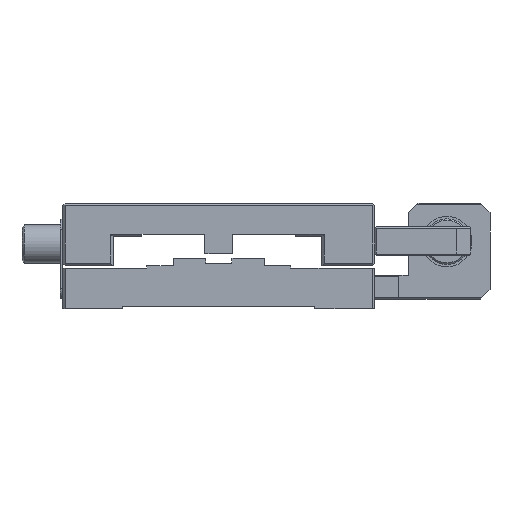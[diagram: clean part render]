
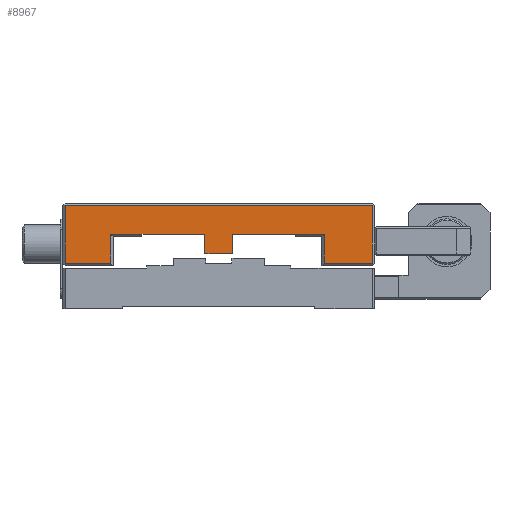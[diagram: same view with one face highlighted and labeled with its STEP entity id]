
A CAD part, left-side view. The second image highlights one B-rep face of the part: STEP entity #8967.
In plain terms, the highlighted planar face has unit normal (-1, 0, 0).
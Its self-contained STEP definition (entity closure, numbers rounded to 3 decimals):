
#33 = DIRECTION ( 'NONE',  ( 0., -1., 0. ) ) ;
#44 = CARTESIAN_POINT ( 'NONE',  ( -32.5, 16., -6.5 ) ) ;
#49 = EDGE_CURVE ( 'NONE', #7819, #8021, #1130, .T. ) ;
#50 = EDGE_CURVE ( 'NONE', #9039, #7819, #399, .T. ) ;
#399 = LINE ( 'NONE', #3244, #7153 ) ;
#425 = VERTEX_POINT ( 'NONE', #2275 ) ;
#466 = VERTEX_POINT ( 'NONE', #1121 ) ;
#499 = EDGE_CURVE ( 'NONE', #466, #1076, #4531, .T. ) ;
#563 = LINE ( 'NONE', #4563, #8066 ) ;
#570 = EDGE_CURVE ( 'NONE', #425, #2172, #1683, .T. ) ;
#597 = FACE_OUTER_BOUND ( 'NONE', #8596, .T. ) ;
#635 = VECTOR ( 'NONE', #33, 1000. ) ;
#637 = VERTEX_POINT ( 'NONE', #6797 ) ;
#715 = CARTESIAN_POINT ( 'NONE',  ( -32.5, 30., -10.5 ) ) ;
#755 = CARTESIAN_POINT ( 'NONE',  ( -32.5, 32., -13. ) ) ;
#816 = VERTEX_POINT ( 'NONE', #7890 ) ;
#946 = EDGE_CURVE ( 'NONE', #1076, #5931, #2623, .T. ) ;
#948 = ORIENTED_EDGE ( 'NONE', *, *, #3545, .T. ) ;
#1076 = VERTEX_POINT ( 'NONE', #44 ) ;
#1078 = DIRECTION ( 'NONE',  ( 0., -1., 0. ) ) ;
#1101 = CARTESIAN_POINT ( 'NONE',  ( -32.5, 22.5, -13. ) ) ;
#1107 = ORIENTED_EDGE ( 'NONE', *, *, #946, .T. ) ;
#1115 = VECTOR ( 'NONE', #8039, 1000. ) ;
#1121 = CARTESIAN_POINT ( 'NONE',  ( -32.5, 22.5, -6.5 ) ) ;
#1130 = LINE ( 'NONE', #5276, #1707 ) ;
#1140 = CARTESIAN_POINT ( 'NONE',  ( -32.5, 22.5, -12.5 ) ) ;
#1141 = CARTESIAN_POINT ( 'NONE',  ( -32.5, -2.9, -13. ) ) ;
#1180 = DIRECTION ( 'NONE',  ( 0., 0., 1. ) ) ;
#1456 = DIRECTION ( 'NONE',  ( 0., 0., -1. ) ) ;
#1683 = LINE ( 'NONE', #8791, #2745 ) ;
#1694 = VECTOR ( 'NONE', #6076, 1000. ) ;
#1707 = VECTOR ( 'NONE', #1180, 1000. ) ;
#2024 = DIRECTION ( 'NONE',  ( 0., 0., 1. ) ) ;
#2069 = ORIENTED_EDGE ( 'NONE', *, *, #3030, .F. ) ;
#2172 = VERTEX_POINT ( 'NONE', #1140 ) ;
#2275 = CARTESIAN_POINT ( 'NONE',  ( -32.5, 32., -12.5 ) ) ;
#2311 = VERTEX_POINT ( 'NONE', #2757 ) ;
#2403 = EDGE_CURVE ( 'NONE', #3896, #637, #7875, .T. ) ;
#2452 = DIRECTION ( 'NONE',  ( 0., -1., 0. ) ) ;
#2485 = CARTESIAN_POINT ( 'NONE',  ( -32.5, -2.9, -10.5 ) ) ;
#2524 = ORIENTED_EDGE ( 'NONE', *, *, #49, .T. ) ;
#2620 = DIRECTION ( 'NONE',  ( 0., 0., 1. ) ) ;
#2623 = LINE ( 'NONE', #4553, #1694 ) ;
#2635 = DIRECTION ( 'NONE',  ( 0., 0., 1. ) ) ;
#2694 = EDGE_CURVE ( 'NONE', #637, #9039, #5640, .T. ) ;
#2745 = VECTOR ( 'NONE', #2452, 1000. ) ;
#2757 = CARTESIAN_POINT ( 'NONE',  ( -32.5, 32., -0.5 ) ) ;
#2841 = VECTOR ( 'NONE', #1456, 1000. ) ;
#2872 = EDGE_CURVE ( 'NONE', #7509, #3896, #7337, .T. ) ;
#2873 = LINE ( 'NONE', #755, #3133 ) ;
#2886 = DIRECTION ( 'NONE',  ( 0., -1., 0. ) ) ;
#2899 = ORIENTED_EDGE ( 'NONE', *, *, #3644, .T. ) ;
#2909 = VECTOR ( 'NONE', #2635, 1000. ) ;
#3027 = EDGE_CURVE ( 'NONE', #2172, #466, #4708, .T. ) ;
#3030 = EDGE_CURVE ( 'NONE', #2311, #8021, #563, .T. ) ;
#3133 = VECTOR ( 'NONE', #5647, 1000. ) ;
#3244 = CARTESIAN_POINT ( 'NONE',  ( -32.5, 30., -12.5 ) ) ;
#3430 = EDGE_CURVE ( 'NONE', #7163, #7509, #7464, .T. ) ;
#3545 = EDGE_CURVE ( 'NONE', #2311, #425, #2873, .T. ) ;
#3639 = VECTOR ( 'NONE', #5080, 1000. ) ;
#3644 = EDGE_CURVE ( 'NONE', #5931, #816, #6987, .T. ) ;
#3769 = ORIENTED_EDGE ( 'NONE', *, *, #570, .T. ) ;
#3849 = ORIENTED_EDGE ( 'NONE', *, *, #5785, .T. ) ;
#3896 = VERTEX_POINT ( 'NONE', #7485 ) ;
#4091 = CARTESIAN_POINT ( 'NONE',  ( -32.5, -2.9, -6.5 ) ) ;
#4430 = CARTESIAN_POINT ( 'NONE',  ( -32.5, 30., -6.5 ) ) ;
#4431 = ORIENTED_EDGE ( 'NONE', *, *, #499, .T. ) ;
#4460 = ORIENTED_EDGE ( 'NONE', *, *, #2872, .T. ) ;
#4531 = LINE ( 'NONE', #4572, #1115 ) ;
#4553 = CARTESIAN_POINT ( 'NONE',  ( -32.5, 30., -6.5 ) ) ;
#4563 = CARTESIAN_POINT ( 'NONE',  ( -32.5, 0., -0.5 ) ) ;
#4572 = CARTESIAN_POINT ( 'NONE',  ( -32.5, 30., -6.5 ) ) ;
#4708 = LINE ( 'NONE', #1101, #2909 ) ;
#4951 = CARTESIAN_POINT ( 'NONE',  ( -32.5, 2.9, -13. ) ) ;
#4992 = CARTESIAN_POINT ( 'NONE',  ( -32.5, -22., -13. ) ) ;
#4998 = AXIS2_PLACEMENT_3D ( 'NONE', #9057, #8356, #2024 ) ;
#5072 = CARTESIAN_POINT ( 'NONE',  ( -32.5, -32., -0.5 ) ) ;
#5080 = DIRECTION ( 'NONE',  ( 0., -1., 0. ) ) ;
#5262 = VECTOR ( 'NONE', #5602, 1000. ) ;
#5276 = CARTESIAN_POINT ( 'NONE',  ( -32.5, -32., -13. ) ) ;
#5364 = CARTESIAN_POINT ( 'NONE',  ( -32.5, 2.9, -6.5 ) ) ;
#5468 = LINE ( 'NONE', #715, #635 ) ;
#5602 = DIRECTION ( 'NONE',  ( 0., 0., -1. ) ) ;
#5611 = ORIENTED_EDGE ( 'NONE', *, *, #3027, .T. ) ;
#5640 = LINE ( 'NONE', #4992, #5262 ) ;
#5647 = DIRECTION ( 'NONE',  ( 0., 0., -1. ) ) ;
#5772 = ORIENTED_EDGE ( 'NONE', *, *, #2694, .T. ) ;
#5785 = EDGE_CURVE ( 'NONE', #816, #7163, #5468, .T. ) ;
#5931 = VERTEX_POINT ( 'NONE', #5364 ) ;
#5991 = DIRECTION ( 'NONE',  ( 0., -1., 0. ) ) ;
#6076 = DIRECTION ( 'NONE',  ( 0., -1., 0. ) ) ;
#6217 = PLANE ( 'NONE',  #4998 ) ;
#6651 = CARTESIAN_POINT ( 'NONE',  ( -32.5, 30., -6.5 ) ) ;
#6797 = CARTESIAN_POINT ( 'NONE',  ( -32.5, -22., -6.5 ) ) ;
#6987 = LINE ( 'NONE', #4951, #2841 ) ;
#7153 = VECTOR ( 'NONE', #1078, 1000. ) ;
#7163 = VERTEX_POINT ( 'NONE', #2485 ) ;
#7225 = CARTESIAN_POINT ( 'NONE',  ( -32.5, -22., -12.5 ) ) ;
#7337 = LINE ( 'NONE', #4430, #3639 ) ;
#7464 = LINE ( 'NONE', #1141, #8312 ) ;
#7485 = CARTESIAN_POINT ( 'NONE',  ( -32.5, -16., -6.5 ) ) ;
#7509 = VERTEX_POINT ( 'NONE', #4091 ) ;
#7611 = ORIENTED_EDGE ( 'NONE', *, *, #50, .T. ) ;
#7796 = ORIENTED_EDGE ( 'NONE', *, *, #2403, .T. ) ;
#7814 = ORIENTED_EDGE ( 'NONE', *, *, #3430, .T. ) ;
#7819 = VERTEX_POINT ( 'NONE', #8877 ) ;
#7875 = LINE ( 'NONE', #6651, #8382 ) ;
#7890 = CARTESIAN_POINT ( 'NONE',  ( -32.5, 2.9, -10.5 ) ) ;
#8021 = VERTEX_POINT ( 'NONE', #5072 ) ;
#8039 = DIRECTION ( 'NONE',  ( 0., -1., 0. ) ) ;
#8066 = VECTOR ( 'NONE', #5991, 1000. ) ;
#8312 = VECTOR ( 'NONE', #2620, 1000. ) ;
#8356 = DIRECTION ( 'NONE',  ( -1., 0., 0. ) ) ;
#8382 = VECTOR ( 'NONE', #2886, 1000. ) ;
#8596 = EDGE_LOOP ( 'NONE', ( #3769, #5611, #4431, #1107, #2899, #3849, #7814, #4460, #7796, #5772, #7611, #2524, #2069, #948 ) ) ;
#8791 = CARTESIAN_POINT ( 'NONE',  ( -32.5, 30., -12.5 ) ) ;
#8877 = CARTESIAN_POINT ( 'NONE',  ( -32.5, -32., -12.5 ) ) ;
#8967 = ADVANCED_FACE ( 'NONE', ( #597 ), #6217, .T. ) ;
#9039 = VERTEX_POINT ( 'NONE', #7225 ) ;
#9057 = CARTESIAN_POINT ( 'NONE',  ( -32.5, 30., -13. ) ) ;
